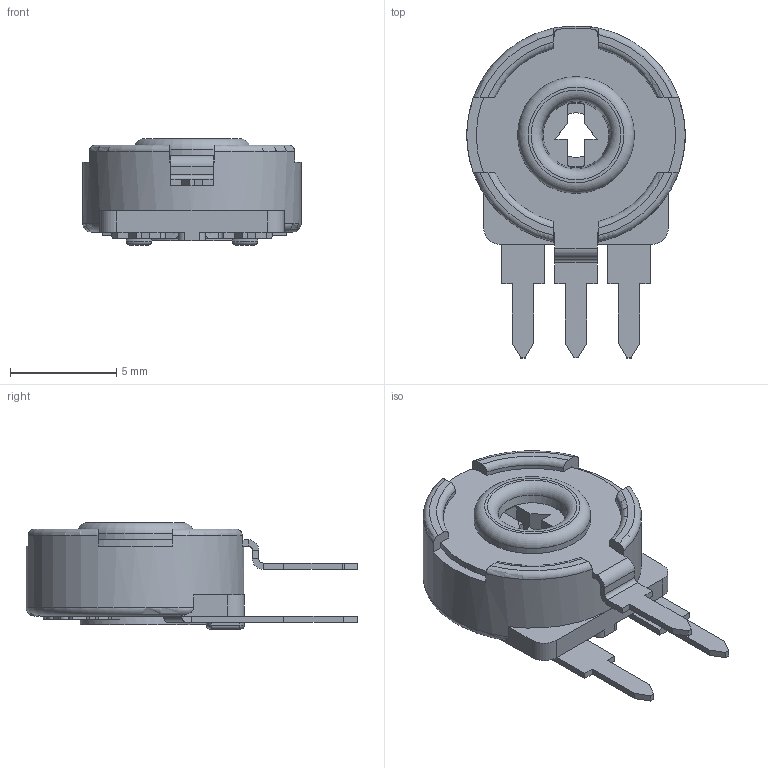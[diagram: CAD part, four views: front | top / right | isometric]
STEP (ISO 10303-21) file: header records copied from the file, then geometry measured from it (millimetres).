
FILE_DESCRIPTION (( 'STEP AP203' ), '1' );
FILE_NAME ('PT10LH01.STEP', '2018-08-27T12:27:16', ( '' ), ( '' ), 'SwSTEP 2.0', 'SolidWorks 2016', '' );
FILE_SCHEMA (( 'CONFIG_CONTROL_DESIGN' ));
Length unit declared in the file: millimetre
Products named in the file (6): PT10LH01-CARCASA; PT10LH01-COLECTOR; PT10LH01-TERMINAL DERECHO; PT10LH01-PORTACURSOR_Predeterminada; PT10LH01; PT10LH01-TERMINAL IZQUIERDO
Assembly tree (5 placements, depth 2):
  PT10LH01
    PT10LH01-CARCASA
    PT10LH01-TERMINAL DERECHO
    PT10LH01-TERMINAL IZQUIERDO
    PT10LH01-COLECTOR
    PT10LH01-PORTACURSOR_Predeterminada
Bounding box: 10.3 x 15.64 x 5.02 mm (x, y, z)
Volume: 189.1 mm3; surface area: 807.9 mm2
Topology: 5 solids, 5 shells, 338 faces, 907 edges, 595 vertices
Faces by surface type: plane 217, cylinder 67, bspline 36, torus 17, cone 1
Full cylindrical faces by diameter (mm): 3 x1, 3.15 x1, 4.4 x1, 4.6 x1, 5.2 x1, 5.4 x1, 5.5 x1, 9 x1, 10.3 x1
Entity records: 12917 total; most frequent: CARTESIAN_POINT 4032, ORIENTED_EDGE 1780, DIRECTION 1567, EDGE_CURVE 890, VECTOR 621, LINE 621, VERTEX_POINT 592, AXIS2_PLACEMENT_3D 473
